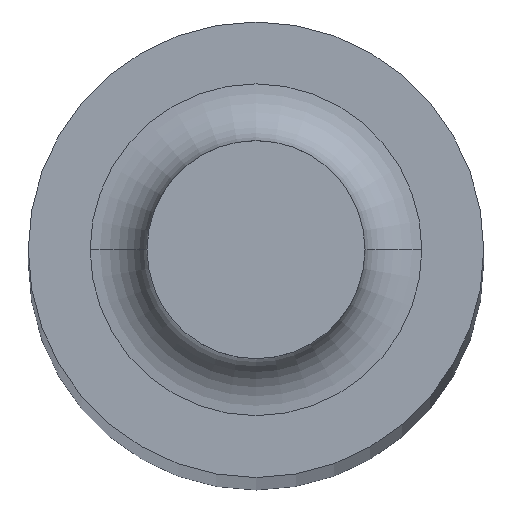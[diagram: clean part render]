
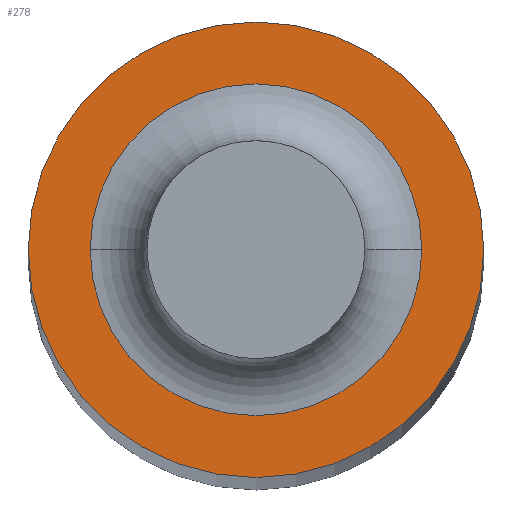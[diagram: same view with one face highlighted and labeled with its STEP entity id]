
A CAD part, top view. The second image highlights one B-rep face of the part: STEP entity #278.
In plain terms, the highlighted planar face has unit normal (0, 0, 1).
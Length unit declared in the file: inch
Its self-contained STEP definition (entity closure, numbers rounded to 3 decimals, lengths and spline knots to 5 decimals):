
#4 = FACE_BOUND ( 'NONE', #86, .T. ) ;
#40 = ORIENTED_EDGE ( 'NONE', *, *, #353, .T. ) ;
#61 = DIRECTION ( 'NONE',  ( 0., 0., 1. ) ) ;
#67 = AXIS2_PLACEMENT_3D ( 'NONE', #127, #272, #367 ) ;
#79 = EDGE_CURVE ( 'NONE', #386, #263, #280, .T. ) ;
#86 = EDGE_LOOP ( 'NONE', ( #294, #40 ) ) ;
#107 = EDGE_CURVE ( 'NONE', #258, #240, #357, .T. ) ;
#108 = DIRECTION ( 'NONE',  ( -1., 0., 0. ) ) ;
#127 = CARTESIAN_POINT ( 'NONE',  ( 0., 0., 1.9794 ) ) ;
#145 = AXIS2_PLACEMENT_3D ( 'NONE', #364, #146, #149 ) ;
#146 = DIRECTION ( 'NONE',  ( 0., 0., 1. ) ) ;
#149 = DIRECTION ( 'NONE',  ( 1., 0., 0. ) ) ;
#153 = CARTESIAN_POINT ( 'NONE',  ( 0., 0., 1.9794 ) ) ;
#154 = DIRECTION ( 'NONE',  ( 1., 0., 0. ) ) ;
#170 = ORIENTED_EDGE ( 'NONE', *, *, #411, .T. ) ;
#180 = CIRCLE ( 'NONE', #224, 0.04551 ) ;
#186 = DIRECTION ( 'NONE',  ( 0., 0., -1. ) ) ;
#199 = CARTESIAN_POINT ( 'NONE',  ( -0.04551, 0., 1.9794 ) ) ;
#224 = AXIS2_PLACEMENT_3D ( 'NONE', #285, #186, #348 ) ;
#232 = ORIENTED_EDGE ( 'NONE', *, *, #107, .T. ) ;
#240 = VERTEX_POINT ( 'NONE', #288 ) ;
#258 = VERTEX_POINT ( 'NONE', #349 ) ;
#263 = VERTEX_POINT ( 'NONE', #320 ) ;
#272 = DIRECTION ( 'NONE',  ( 0., 0., -1. ) ) ;
#278 = ADVANCED_FACE ( 'NONE', ( #4, #378 ), #382, .T. ) ;
#280 = CIRCLE ( 'NONE', #67, 0.04551 ) ;
#281 = CIRCLE ( 'NONE', #145, 0.0625 ) ;
#285 = CARTESIAN_POINT ( 'NONE',  ( 0., 0., 1.9794 ) ) ;
#288 = CARTESIAN_POINT ( 'NONE',  ( 0.0625, 0., 1.9794 ) ) ;
#294 = ORIENTED_EDGE ( 'NONE', *, *, #79, .T. ) ;
#307 = AXIS2_PLACEMENT_3D ( 'NONE', #153, #61, #154 ) ;
#320 = CARTESIAN_POINT ( 'NONE',  ( 0.04551, 0., 1.9794 ) ) ;
#324 = EDGE_LOOP ( 'NONE', ( #232, #170 ) ) ;
#330 = CARTESIAN_POINT ( 'NONE',  ( -0.04551, 0., 1.9794 ) ) ;
#348 = DIRECTION ( 'NONE',  ( -1., 0., 0. ) ) ;
#349 = CARTESIAN_POINT ( 'NONE',  ( -0.0625, 0., 1.9794 ) ) ;
#353 = EDGE_CURVE ( 'NONE', #263, #386, #180, .T. ) ;
#357 = CIRCLE ( 'NONE', #307, 0.0625 ) ;
#359 = DIRECTION ( 'NONE',  ( 0., 0., 1. ) ) ;
#364 = CARTESIAN_POINT ( 'NONE',  ( 0., 0., 1.9794 ) ) ;
#367 = DIRECTION ( 'NONE',  ( -1., 0., 0. ) ) ;
#378 = FACE_OUTER_BOUND ( 'NONE', #324, .T. ) ;
#382 = PLANE ( 'NONE',  #399 ) ;
#386 = VERTEX_POINT ( 'NONE', #330 ) ;
#399 = AXIS2_PLACEMENT_3D ( 'NONE', #199, #359, #108 ) ;
#411 = EDGE_CURVE ( 'NONE', #240, #258, #281, .T. ) ;
